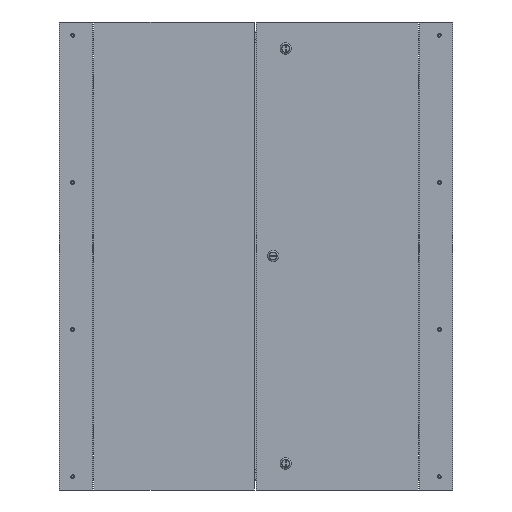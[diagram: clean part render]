
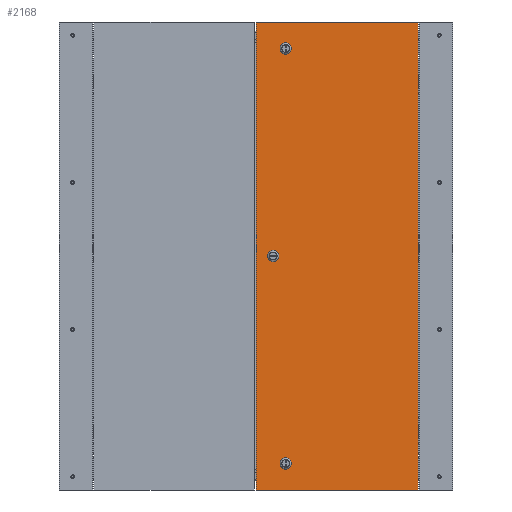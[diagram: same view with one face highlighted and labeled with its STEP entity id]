
A CAD part, front view. The second image highlights one B-rep face of the part: STEP entity #2168.
In plain terms, the highlighted planar face has unit normal (0, -1, 0).
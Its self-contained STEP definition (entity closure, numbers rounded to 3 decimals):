
#2168 = ADVANCED_FACE( '', ( #4215, #4216, #4217, #4218 ), #4219, .T. );
#4215 = FACE_BOUND( '', #32046, .T. );
#4216 = FACE_BOUND( '', #32047, .T. );
#4217 = FACE_BOUND( '', #32048, .T. );
#4218 = FACE_OUTER_BOUND( '', #32049, .T. );
#4219 = PLANE( '', #32050 );
#32046 = EDGE_LOOP( '', ( #38288, #38289, #38290, #38291 ) );
#32047 = EDGE_LOOP( '', ( #38292, #38293, #38294, #38295 ) );
#32048 = EDGE_LOOP( '', ( #38296, #38297, #38298, #38299 ) );
#32049 = EDGE_LOOP( '', ( #38300, #38301, #38302, #38303 ) );
#32050 = AXIS2_PLACEMENT_3D( '', #38304, #38305, #38306 );
#38288 = ORIENTED_EDGE( '', *, *, #40558, .F. );
#38289 = ORIENTED_EDGE( '', *, *, #39884, .F. );
#38290 = ORIENTED_EDGE( '', *, *, #40369, .F. );
#38291 = ORIENTED_EDGE( '', *, *, #39116, .F. );
#38292 = ORIENTED_EDGE( '', *, *, #39690, .F. );
#38293 = ORIENTED_EDGE( '', *, *, #40726, .F. );
#38294 = ORIENTED_EDGE( '', *, *, #39126, .F. );
#38295 = ORIENTED_EDGE( '', *, *, #40698, .F. );
#38296 = ORIENTED_EDGE( '', *, *, #39762, .F. );
#38297 = ORIENTED_EDGE( '', *, *, #40824, .F. );
#38298 = ORIENTED_EDGE( '', *, *, #40821, .F. );
#38299 = ORIENTED_EDGE( '', *, *, #40834, .F. );
#38300 = ORIENTED_EDGE( '', *, *, #40069, .T. );
#38301 = ORIENTED_EDGE( '', *, *, #39234, .T. );
#38302 = ORIENTED_EDGE( '', *, *, #40218, .T. );
#38303 = ORIENTED_EDGE( '', *, *, #39942, .T. );
#38304 = CARTESIAN_POINT( '', ( 0., 0., 0. ) );
#38305 = DIRECTION( '', ( 0., -1., 0. ) );
#38306 = DIRECTION( '', ( 0., 0., -1. ) );
#39116 = EDGE_CURVE( '', #41298, #41300, #41301, .T. );
#39126 = EDGE_CURVE( '', #41316, #41318, #41319, .T. );
#39234 = EDGE_CURVE( '', #41501, #41502, #41503, .T. );
#39690 = EDGE_CURVE( '', #42253, #42255, #42256, .T. );
#39762 = EDGE_CURVE( '', #42367, #42369, #42370, .T. );
#39884 = EDGE_CURVE( '', #42552, #42554, #42555, .T. );
#39942 = EDGE_CURVE( '', #42642, #42643, #42644, .T. );
#40069 = EDGE_CURVE( '', #42643, #41501, #42829, .T. );
#40218 = EDGE_CURVE( '', #41502, #42642, #43033, .T. );
#40369 = EDGE_CURVE( '', #41300, #42552, #43237, .T. );
#40558 = EDGE_CURVE( '', #42554, #41298, #43474, .T. );
#40698 = EDGE_CURVE( '', #42255, #41316, #43638, .T. );
#40726 = EDGE_CURVE( '', #41318, #42253, #43671, .T. );
#40821 = EDGE_CURVE( '', #43773, #43775, #43776, .T. );
#40824 = EDGE_CURVE( '', #43775, #42367, #43779, .T. );
#40834 = EDGE_CURVE( '', #42369, #43773, #43789, .T. );
#41298 = VERTEX_POINT( '', #44705 );
#41300 = VERTEX_POINT( '', #44708 );
#41301 = CIRCLE( '', #44709, 9.716 );
#41316 = VERTEX_POINT( '', #44725 );
#41318 = VERTEX_POINT( '', #44728 );
#41319 = CIRCLE( '', #44729, 9.716 );
#41501 = VERTEX_POINT( '', #45175 );
#41502 = VERTEX_POINT( '', #45176 );
#41503 = LINE( '', #45177, #45178 );
#42253 = VERTEX_POINT( '', #46902 );
#42255 = VERTEX_POINT( '', #46905 );
#42256 = CIRCLE( '', #46906, 9.716 );
#42367 = VERTEX_POINT( '', #47229 );
#42369 = VERTEX_POINT( '', #47232 );
#42370 = CIRCLE( '', #47233, 9.716 );
#42552 = VERTEX_POINT( '', #47659 );
#42554 = VERTEX_POINT( '', #47662 );
#42555 = CIRCLE( '', #47663, 9.716 );
#42642 = VERTEX_POINT( '', #47796 );
#42643 = VERTEX_POINT( '', #47797 );
#42644 = LINE( '', #47798, #47799 );
#42829 = LINE( '', #48145, #48146 );
#43033 = LINE( '', #48598, #48599 );
#43237 = LINE( '', #49052, #49053 );
#43474 = LINE( '', #49600, #49601 );
#43638 = LINE( '', #49951, #49952 );
#43671 = LINE( '', #50027, #50028 );
#43773 = VERTEX_POINT( '', #50224 );
#43775 = VERTEX_POINT( '', #50227 );
#43776 = CIRCLE( '', #50228, 9.716 );
#43779 = LINE( '', #50232, #50233 );
#43789 = LINE( '', #50270, #50271 );
#44705 = CARTESIAN_POINT( '', ( 99.453, 0., 430.403 ) );
#44708 = CARTESIAN_POINT( '', ( 99.453, 0., 414.147 ) );
#44709 = AXIS2_PLACEMENT_3D( '', #50612, #50613, #50614 );
#44725 = CARTESIAN_POINT( '', ( 110.097, 0., -430.403 ) );
#44728 = CARTESIAN_POINT( '', ( 110.097, 0., -414.147 ) );
#44729 = AXIS2_PLACEMENT_3D( '', #50632, #50633, #50634 );
#45175 = CARTESIAN_POINT( '', ( -165.1, 0., -476.25 ) );
#45176 = CARTESIAN_POINT( '', ( 165.1, 0., -476.25 ) );
#45177 = CARTESIAN_POINT( '', ( -165.1, 0., -476.25 ) );
#45178 = VECTOR( '', #50735, 1000. );
#46902 = CARTESIAN_POINT( '', ( 99.453, 0., -414.147 ) );
#46905 = CARTESIAN_POINT( '', ( 99.453, 0., -430.403 ) );
#46906 = AXIS2_PLACEMENT_3D( '', #51203, #51204, #51205 );
#47229 = CARTESIAN_POINT( '', ( 138.303, 0., 5.322 ) );
#47232 = CARTESIAN_POINT( '', ( 122.047, 0., 5.322 ) );
#47233 = AXIS2_PLACEMENT_3D( '', #51260, #51261, #51262 );
#47659 = CARTESIAN_POINT( '', ( 110.097, 0., 414.147 ) );
#47662 = CARTESIAN_POINT( '', ( 110.097, 0., 430.403 ) );
#47663 = AXIS2_PLACEMENT_3D( '', #51378, #51379, #51380 );
#47796 = CARTESIAN_POINT( '', ( 165.1, 0., 476.25 ) );
#47797 = CARTESIAN_POINT( '', ( -165.1, 0., 476.25 ) );
#47798 = CARTESIAN_POINT( '', ( 165.1, 0., 476.25 ) );
#47799 = VECTOR( '', #51448, 1000. );
#48145 = CARTESIAN_POINT( '', ( -165.1, 0., 476.25 ) );
#48146 = VECTOR( '', #51587, 1000. );
#48598 = CARTESIAN_POINT( '', ( 165.1, 0., -476.25 ) );
#48599 = VECTOR( '', #51722, 1000. );
#49052 = CARTESIAN_POINT( '', ( 99.453, 0., 414.147 ) );
#49053 = VECTOR( '', #51886, 1000. );
#49600 = CARTESIAN_POINT( '', ( 110.097, 0., 430.403 ) );
#49601 = VECTOR( '', #52021, 1000. );
#49951 = CARTESIAN_POINT( '', ( 99.453, 0., -430.403 ) );
#49952 = VECTOR( '', #52127, 1000. );
#50027 = CARTESIAN_POINT( '', ( 99.453, 0., -414.147 ) );
#50028 = VECTOR( '', #52149, 1000. );
#50224 = CARTESIAN_POINT( '', ( 122.047, 0., -5.322 ) );
#50227 = CARTESIAN_POINT( '', ( 138.303, 0., -5.322 ) );
#50228 = AXIS2_PLACEMENT_3D( '', #52200, #52201, #52202 );
#50232 = CARTESIAN_POINT( '', ( 138.303, 0., 5.322 ) );
#50233 = VECTOR( '', #52204, 1000. );
#50270 = CARTESIAN_POINT( '', ( 122.047, 0., 5.322 ) );
#50271 = VECTOR( '', #52206, 1000. );
#50612 = CARTESIAN_POINT( '', ( 104.775, 0., 422.275 ) );
#50613 = DIRECTION( '', ( 0., -1., 0. ) );
#50614 = DIRECTION( '', ( 0., 0., -1. ) );
#50632 = CARTESIAN_POINT( '', ( 104.775, 0., -422.275 ) );
#50633 = DIRECTION( '', ( 0., -1., 0. ) );
#50634 = DIRECTION( '', ( 0., 0., 1. ) );
#50735 = DIRECTION( '', ( 1., 0., 0. ) );
#51203 = CARTESIAN_POINT( '', ( 104.775, 0., -422.275 ) );
#51204 = DIRECTION( '', ( 0., -1., 0. ) );
#51205 = DIRECTION( '', ( 0., 0., 1. ) );
#51260 = CARTESIAN_POINT( '', ( 130.175, 0., 0. ) );
#51261 = DIRECTION( '', ( 0., -1., 0. ) );
#51262 = DIRECTION( '', ( 1., 0., 0. ) );
#51378 = CARTESIAN_POINT( '', ( 104.775, 0., 422.275 ) );
#51379 = DIRECTION( '', ( 0., -1., 0. ) );
#51380 = DIRECTION( '', ( 0., 0., -1. ) );
#51448 = DIRECTION( '', ( -1., 0., 0. ) );
#51587 = DIRECTION( '', ( 0., 0., -1. ) );
#51722 = DIRECTION( '', ( 0., 0., 1. ) );
#51886 = DIRECTION( '', ( 1., 0., 0. ) );
#52021 = DIRECTION( '', ( -1., 0., 0. ) );
#52127 = DIRECTION( '', ( 1., 0., 0. ) );
#52149 = DIRECTION( '', ( -1., 0., 0. ) );
#52200 = CARTESIAN_POINT( '', ( 130.175, 0., 0. ) );
#52201 = DIRECTION( '', ( 0., -1., 0. ) );
#52202 = DIRECTION( '', ( 1., 0., 0. ) );
#52204 = DIRECTION( '', ( 0., 0., 1. ) );
#52206 = DIRECTION( '', ( 0., 0., -1. ) );
